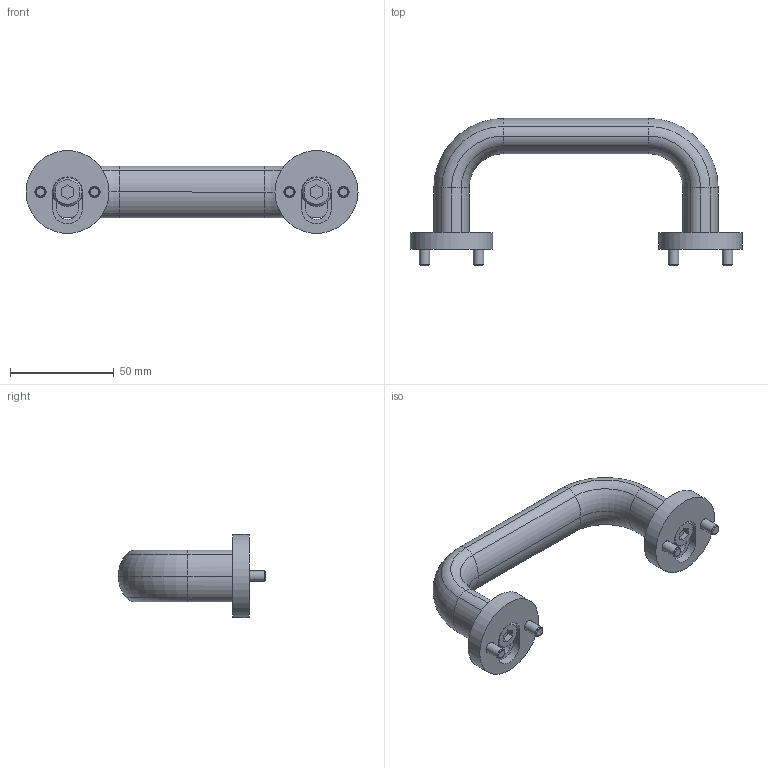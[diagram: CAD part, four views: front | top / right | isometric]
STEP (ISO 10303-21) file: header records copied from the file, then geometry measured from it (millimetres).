
FILE_DESCRIPTION( ( 'STEP AP214' ), '1' );
FILE_NAME( 'K0204.120140010.stp', '2020-12-04T09:16:45', ( '' ), ( '' ), ' ', 'PARTsolutions', ' ' );
FILE_SCHEMA( ( 'AUTOMOTIVE_DESIGN { 1 0 10303 214 1 1 1 1 }' ) );
Length unit declared in the file: millimetre
Products named in the file (1): _K0204.120140010
Bounding box: 160 x 70.9 x 40 mm (x, y, z)
Volume: 81351.2 mm3; surface area: 22919.8 mm2
Topology: 1 solids, 5 shells, 176 faces, 422 edges, 258 vertices
Faces by surface type: plane 78, cylinder 54, cone 24, torus 20
Full cylindrical faces by diameter (mm): 5 x4, 5.5 x4, 6 x2, 6.647 x4, 10 x6, 14 x2, 40 x2
Entity records: 6120 total; most frequent: DIRECTION 886, CARTESIAN_POINT 771, ORIENTED_EDGE 704, AXIS2_PLACEMENT_3D 357, EDGE_CURVE 352, EDGE_LOOP 246, VERTEX_POINT 242, FACE_OUTER_BOUND 204
